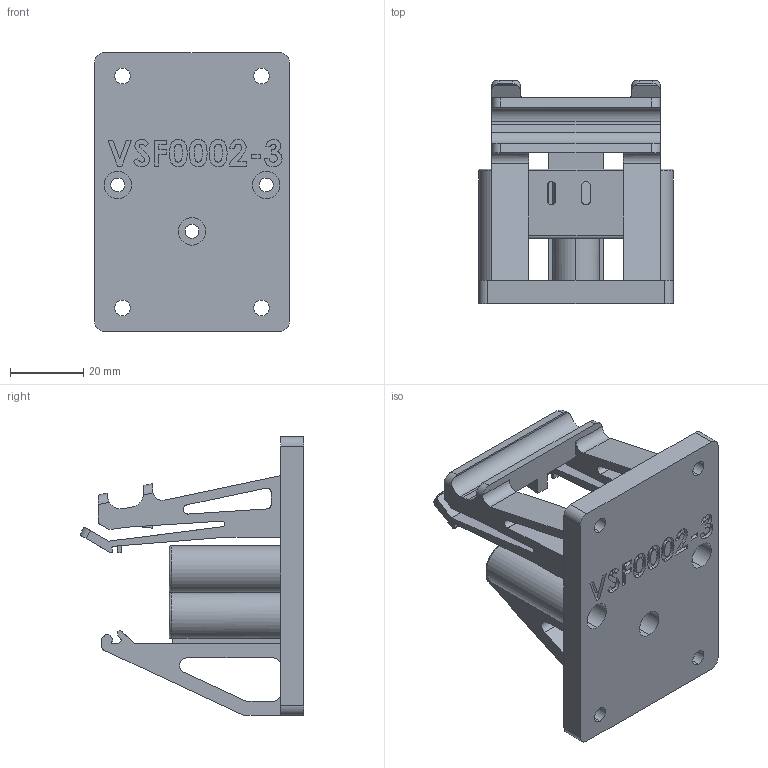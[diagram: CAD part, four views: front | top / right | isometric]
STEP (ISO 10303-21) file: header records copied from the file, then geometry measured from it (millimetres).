
FILE_DESCRIPTION (( 'STEP AP214' ), '1' );
FILE_NAME ('VSF0002-3.STEP', '2017-08-22T19:03:32', ( '' ), ( '' ), 'SwSTEP 2.0', 'SolidWorks 2016', '' );
FILE_SCHEMA (( 'AUTOMOTIVE_DESIGN' ));
Length unit declared in the file: inch
Products named in the file (1): VSF0002-3
Bounding box: 53.34 x 61.18 x 76.2 mm (x, y, z)
Volume: 51581.2 mm3; surface area: 29320.3 mm2
Topology: 1 solids, 1 shells, 351 faces, 980 edges, 644 vertices
Faces by surface type: plane 165, cylinder 105, bspline 63, torus 18
Entity records: 14928 total; most frequent: CARTESIAN_POINT 6187, ORIENTED_EDGE 1960, DIRECTION 1584, EDGE_CURVE 980, VERTEX_POINT 644, VECTOR 594, LINE 594, AXIS2_PLACEMENT_3D 495
